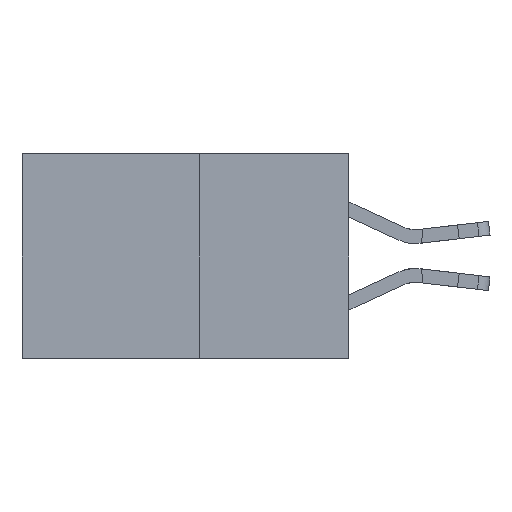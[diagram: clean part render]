
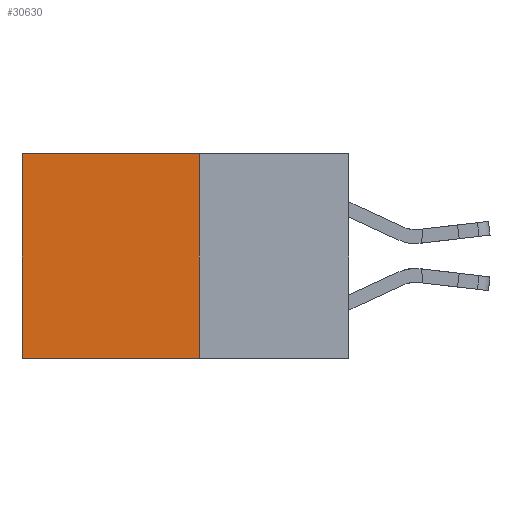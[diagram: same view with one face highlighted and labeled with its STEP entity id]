
A CAD part, left-side view. The second image highlights one B-rep face of the part: STEP entity #30630.
In plain terms, the highlighted planar face has unit normal (-1, 0, 0).
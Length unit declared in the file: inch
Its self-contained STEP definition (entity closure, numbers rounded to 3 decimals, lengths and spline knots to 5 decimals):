
#254 = CARTESIAN_POINT ( 'NONE',  ( 0.277, 0.59, -0.37 ) ) ;
#829 = DIRECTION ( 'NONE',  ( 0., 1., 0. ) ) ;
#1282 = EDGE_CURVE ( 'NONE', #26919, #28781, #19547, .T. ) ;
#1733 = FACE_OUTER_BOUND ( 'NONE', #5976, .T. ) ;
#1993 = CARTESIAN_POINT ( 'NONE',  ( 0.277, 0.27, -0.37 ) ) ;
#3212 = VERTEX_POINT ( 'NONE', #11597 ) ;
#4262 = ORIENTED_EDGE ( 'NONE', *, *, #17037, .F. ) ;
#4496 = DIRECTION ( 'NONE',  ( 0., 0., -1. ) ) ;
#5976 = EDGE_LOOP ( 'NONE', ( #13471, #10844, #4262, #19182 ) ) ;
#8152 = CARTESIAN_POINT ( 'NONE',  ( 0.277, 0.27, -0.37 ) ) ;
#9763 = VECTOR ( 'NONE', #829, 39.37008 ) ;
#10547 = LINE ( 'NONE', #8152, #9763 ) ;
#10844 = ORIENTED_EDGE ( 'NONE', *, *, #25652, .F. ) ;
#11597 = CARTESIAN_POINT ( 'NONE',  ( 0.277, 0.27, 0. ) ) ;
#11938 = VERTEX_POINT ( 'NONE', #30864 ) ;
#13471 = ORIENTED_EDGE ( 'NONE', *, *, #1282, .T. ) ;
#14616 = EDGE_CURVE ( 'NONE', #3212, #26919, #29477, .T. ) ;
#14848 = CARTESIAN_POINT ( 'NONE',  ( 0.277, 0.59, -0.37 ) ) ;
#15829 = DIRECTION ( 'NONE',  ( 0., 0., -1. ) ) ;
#16477 = PLANE ( 'NONE',  #24613 ) ;
#16776 = LINE ( 'NONE', #29942, #30074 ) ;
#17037 = EDGE_CURVE ( 'NONE', #3212, #11938, #16776, .T. ) ;
#18868 = DIRECTION ( 'NONE',  ( 1., 0., 0. ) ) ;
#18972 = DIRECTION ( 'NONE',  ( 0., 0., -1. ) ) ;
#19182 = ORIENTED_EDGE ( 'NONE', *, *, #14616, .T. ) ;
#19547 = LINE ( 'NONE', #254, #24347 ) ;
#21369 = CARTESIAN_POINT ( 'NONE',  ( 0.277, 0.27, 0. ) ) ;
#24347 = VECTOR ( 'NONE', #18972, 39.37008 ) ;
#24613 = AXIS2_PLACEMENT_3D ( 'NONE', #1993, #18868, #4496 ) ;
#25652 = EDGE_CURVE ( 'NONE', #11938, #28781, #10547, .T. ) ;
#26919 = VERTEX_POINT ( 'NONE', #29556 ) ;
#28383 = DIRECTION ( 'NONE',  ( 0., 1., 0. ) ) ;
#28734 = VECTOR ( 'NONE', #28383, 39.37008 ) ;
#28781 = VERTEX_POINT ( 'NONE', #14848 ) ;
#29477 = LINE ( 'NONE', #21369, #28734 ) ;
#29556 = CARTESIAN_POINT ( 'NONE',  ( 0.277, 0.59, 0. ) ) ;
#29942 = CARTESIAN_POINT ( 'NONE',  ( 0.277, 0.27, -0.37 ) ) ;
#30074 = VECTOR ( 'NONE', #15829, 39.37008 ) ;
#30630 = ADVANCED_FACE ( 'NONE', ( #1733 ), #16477, .F. ) ;
#30864 = CARTESIAN_POINT ( 'NONE',  ( 0.277, 0.27, -0.37 ) ) ;
